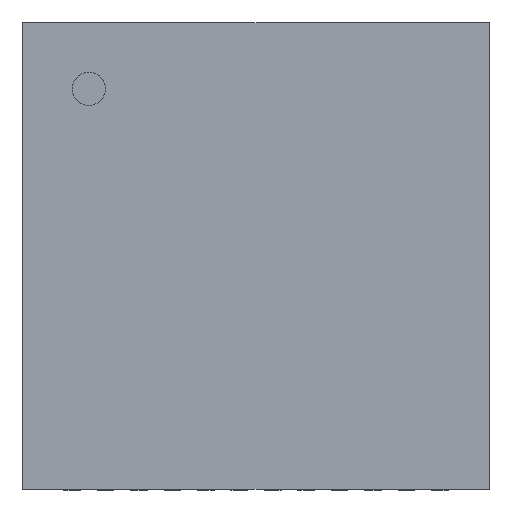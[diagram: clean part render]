
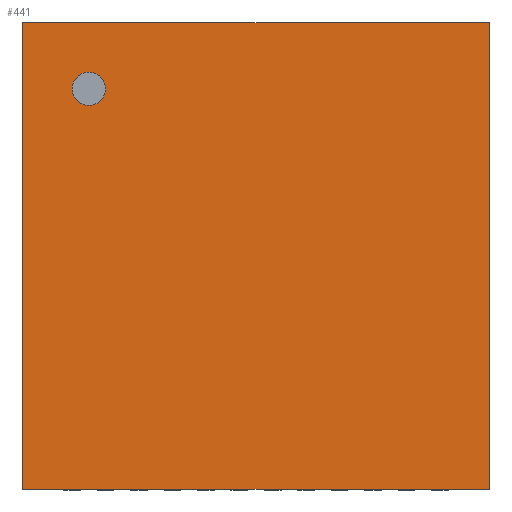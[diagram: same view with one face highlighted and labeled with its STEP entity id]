
A CAD part, top view. The second image highlights one B-rep face of the part: STEP entity #441.
In plain terms, the highlighted planar face has unit normal (0, 0, 1).
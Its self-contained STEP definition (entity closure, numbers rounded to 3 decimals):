
#21 = EDGE_CURVE('',#22,#24,#26,.T.);
#22 = VERTEX_POINT('',#23);
#23 = CARTESIAN_POINT('',(-3.49,3.49,0.75));
#24 = VERTEX_POINT('',#25);
#25 = CARTESIAN_POINT('',(3.49,3.49,0.75));
#26 = LINE('',#27,#28);
#27 = CARTESIAN_POINT('',(-3.49,3.49,0.75));
#28 = VECTOR('',#29,1.);
#29 = DIRECTION('',(1.,0.,0.));
#441 = ADVANCED_FACE('',(#442,#467),#478,.T.);
#442 = FACE_BOUND('',#443,.T.);
#443 = EDGE_LOOP('',(#444,#445,#453,#461));
#444 = ORIENTED_EDGE('',*,*,#21,.F.);
#445 = ORIENTED_EDGE('',*,*,#446,.T.);
#446 = EDGE_CURVE('',#22,#447,#449,.T.);
#447 = VERTEX_POINT('',#448);
#448 = CARTESIAN_POINT('',(-3.49,-3.49,0.75));
#449 = LINE('',#450,#451);
#450 = CARTESIAN_POINT('',(-3.49,3.49,0.75));
#451 = VECTOR('',#452,1.);
#452 = DIRECTION('',(0.,-1.,0.));
#453 = ORIENTED_EDGE('',*,*,#454,.T.);
#454 = EDGE_CURVE('',#447,#455,#457,.T.);
#455 = VERTEX_POINT('',#456);
#456 = CARTESIAN_POINT('',(3.49,-3.49,0.75));
#457 = LINE('',#458,#459);
#458 = CARTESIAN_POINT('',(-3.49,-3.49,0.75));
#459 = VECTOR('',#460,1.);
#460 = DIRECTION('',(1.,0.,0.));
#461 = ORIENTED_EDGE('',*,*,#462,.F.);
#462 = EDGE_CURVE('',#24,#455,#463,.T.);
#463 = LINE('',#464,#465);
#464 = CARTESIAN_POINT('',(3.49,3.49,0.75));
#465 = VECTOR('',#466,1.);
#466 = DIRECTION('',(0.,-1.,0.));
#467 = FACE_BOUND('',#468,.T.);
#468 = EDGE_LOOP('',(#469));
#469 = ORIENTED_EDGE('',*,*,#470,.T.);
#470 = EDGE_CURVE('',#471,#471,#473,.T.);
#471 = VERTEX_POINT('',#472);
#472 = CARTESIAN_POINT('',(-2.5,2.25,0.75));
#473 = CIRCLE('',#474,0.25);
#474 = AXIS2_PLACEMENT_3D('',#475,#476,#477);
#475 = CARTESIAN_POINT('',(-2.5,2.5,0.75));
#476 = DIRECTION('',(0.,-0.,-1.));
#477 = DIRECTION('',(0.,-1.,0.));
#478 = PLANE('',#479);
#479 = AXIS2_PLACEMENT_3D('',#480,#481,#482);
#480 = CARTESIAN_POINT('',(-3.49,3.49,0.75));
#481 = DIRECTION('',(0.,0.,1.));
#482 = DIRECTION('',(0.,-1.,0.));
